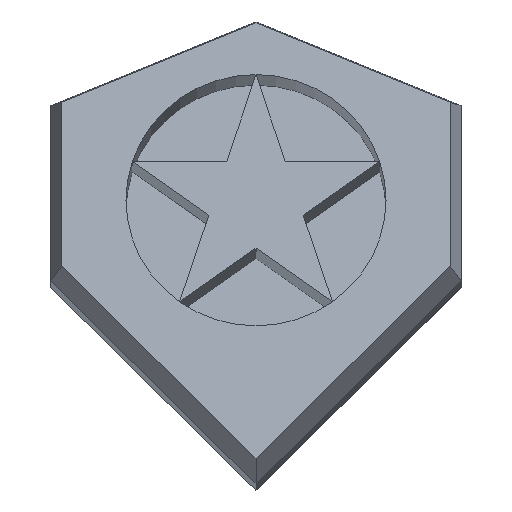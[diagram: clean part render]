
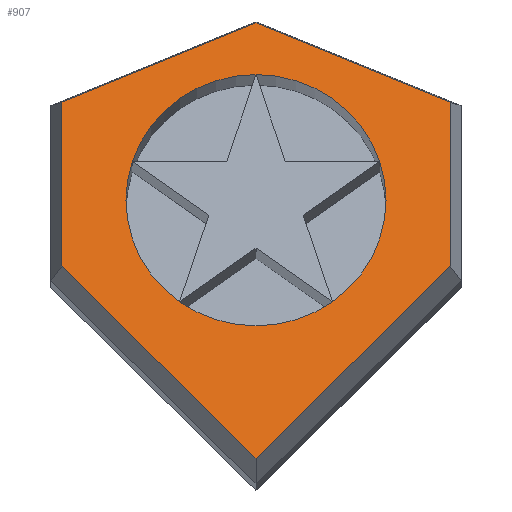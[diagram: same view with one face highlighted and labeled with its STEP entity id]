
A CAD part, front view. The second image highlights one B-rep face of the part: STEP entity #907.
In plain terms, the highlighted planar face has unit normal (0, -0.966, 0.259).
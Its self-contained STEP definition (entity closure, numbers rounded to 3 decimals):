
#65=FACE_BOUND('',#182,.T.);
#81=PLANE('',#989);
#123=FACE_OUTER_BOUND('',#181,.T.);
#181=EDGE_LOOP('',(#681,#682,#683,#684,#685,#686));
#182=EDGE_LOOP('',(#687,#688,#689,#690,#691));
#255=LINE('',#1336,#331);
#256=LINE('',#1338,#332);
#257=LINE('',#1340,#333);
#258=LINE('',#1342,#334);
#259=LINE('',#1344,#335);
#260=LINE('',#1345,#336);
#331=VECTOR('',#1128,10.);
#332=VECTOR('',#1129,10.);
#333=VECTOR('',#1130,10.);
#334=VECTOR('',#1131,10.);
#335=VECTOR('',#1132,10.);
#336=VECTOR('',#1133,10.);
#372=CIRCLE('',#960,3.183);
#374=CIRCLE('',#963,3.183);
#376=CIRCLE('',#966,3.183);
#378=CIRCLE('',#969,3.183);
#380=CIRCLE('',#972,3.183);
#394=VERTEX_POINT('',#1249);
#395=VERTEX_POINT('',#1250);
#398=VERTEX_POINT('',#1258);
#400=VERTEX_POINT('',#1264);
#402=VERTEX_POINT('',#1270);
#414=VERTEX_POINT('',#1334);
#415=VERTEX_POINT('',#1335);
#416=VERTEX_POINT('',#1337);
#417=VERTEX_POINT('',#1339);
#418=VERTEX_POINT('',#1341);
#419=VERTEX_POINT('',#1343);
#470=EDGE_CURVE('',#394,#395,#372,.T.);
#474=EDGE_CURVE('',#395,#398,#374,.T.);
#477=EDGE_CURVE('',#398,#400,#376,.T.);
#480=EDGE_CURVE('',#400,#402,#378,.T.);
#483=EDGE_CURVE('',#402,#394,#380,.T.);
#515=EDGE_CURVE('',#414,#415,#255,.T.);
#516=EDGE_CURVE('',#416,#414,#256,.T.);
#517=EDGE_CURVE('',#417,#416,#257,.T.);
#518=EDGE_CURVE('',#417,#418,#258,.T.);
#519=EDGE_CURVE('',#418,#419,#259,.T.);
#520=EDGE_CURVE('',#415,#419,#260,.F.);
#681=ORIENTED_EDGE('',*,*,#515,.F.);
#682=ORIENTED_EDGE('',*,*,#516,.F.);
#683=ORIENTED_EDGE('',*,*,#517,.F.);
#684=ORIENTED_EDGE('',*,*,#518,.T.);
#685=ORIENTED_EDGE('',*,*,#519,.T.);
#686=ORIENTED_EDGE('',*,*,#520,.F.);
#687=ORIENTED_EDGE('',*,*,#483,.T.);
#688=ORIENTED_EDGE('',*,*,#470,.T.);
#689=ORIENTED_EDGE('',*,*,#474,.T.);
#690=ORIENTED_EDGE('',*,*,#477,.T.);
#691=ORIENTED_EDGE('',*,*,#480,.T.);
#907=ADVANCED_FACE('',(#123,#65),#81,.F.);
#960=AXIS2_PLACEMENT_3D('',#1251,#1033,#1034);
#963=AXIS2_PLACEMENT_3D('',#1259,#1041,#1042);
#966=AXIS2_PLACEMENT_3D('',#1265,#1048,#1049);
#969=AXIS2_PLACEMENT_3D('',#1271,#1055,#1056);
#972=AXIS2_PLACEMENT_3D('',#1276,#1062,#1063);
#989=AXIS2_PLACEMENT_3D('',#1333,#1126,#1127);
#1033=DIRECTION('center_axis',(0.,0.966,
-0.259));
#1034=DIRECTION('ref_axis',(1.,0.,0.));
#1041=DIRECTION('center_axis',(0.,0.966,
-0.259));
#1042=DIRECTION('ref_axis',(1.,0.,0.));
#1048=DIRECTION('center_axis',(0.,0.966,
-0.259));
#1049=DIRECTION('ref_axis',(1.,0.,0.));
#1055=DIRECTION('center_axis',(0.,0.966,
-0.259));
#1056=DIRECTION('ref_axis',(1.,0.,0.));
#1062=DIRECTION('center_axis',(0.,0.966,
-0.259));
#1063=DIRECTION('ref_axis',(1.,0.,0.));
#1126=DIRECTION('center_axis',(0.,0.966,
-0.259));
#1127=DIRECTION('ref_axis',(0.,0.259,0.966));
#1128=DIRECTION('',(0.921,0.101,0.377));
#1129=DIRECTION('',(0.,0.259,0.966));
#1130=DIRECTION('',(-0.699,0.185,0.691));
#1131=DIRECTION('',(0.699,0.185,0.691));
#1132=DIRECTION('',(0.,0.259,0.966));
#1133=DIRECTION('',(-0.921,0.101,0.377));
#1249=CARTESIAN_POINT('',(-3.027,-4.019,1.553));
#1250=CARTESIAN_POINT('',(0.,-3.45,3.677));
#1251=CARTESIAN_POINT('Origin',(0.,-4.273,0.603));
#1258=CARTESIAN_POINT('',(3.027,-4.019,1.553));
#1259=CARTESIAN_POINT('Origin',(0.,-4.273,
0.603));
#1264=CARTESIAN_POINT('',(1.871,-4.94,-1.884));
#1265=CARTESIAN_POINT('Origin',(0.,-4.273,
0.603));
#1270=CARTESIAN_POINT('',(-1.871,-4.94,-1.884));
#1271=CARTESIAN_POINT('Origin',(0.,-4.273,
0.603));
#1276=CARTESIAN_POINT('Origin',(0.,-4.273,
0.603));
#1333=CARTESIAN_POINT('Origin',(-0.767,-3.035,5.224));
#1334=CARTESIAN_POINT('',(-4.753,-3.632,2.997));
#1335=CARTESIAN_POINT('',(0.,-3.111,4.943));
#1336=CARTESIAN_POINT('',(0.105,-3.099,4.986));
#1337=CARTESIAN_POINT('',(-4.753,-4.705,-1.007));
#1338=CARTESIAN_POINT('',(-4.753,-3.586,3.169));
#1339=CARTESIAN_POINT('',(0.,-5.965,-5.709));
#1340=CARTESIAN_POINT('',(-4.829,-4.685,-0.932));
#1341=CARTESIAN_POINT('',(4.753,-4.705,-1.007));
#1342=CARTESIAN_POINT('',(2.546,-5.29,-3.191));
#1343=CARTESIAN_POINT('',(4.753,-3.632,2.997));
#1344=CARTESIAN_POINT('',(4.753,-3.586,3.169));
#1345=CARTESIAN_POINT('',(2.081,-3.339,4.091));
